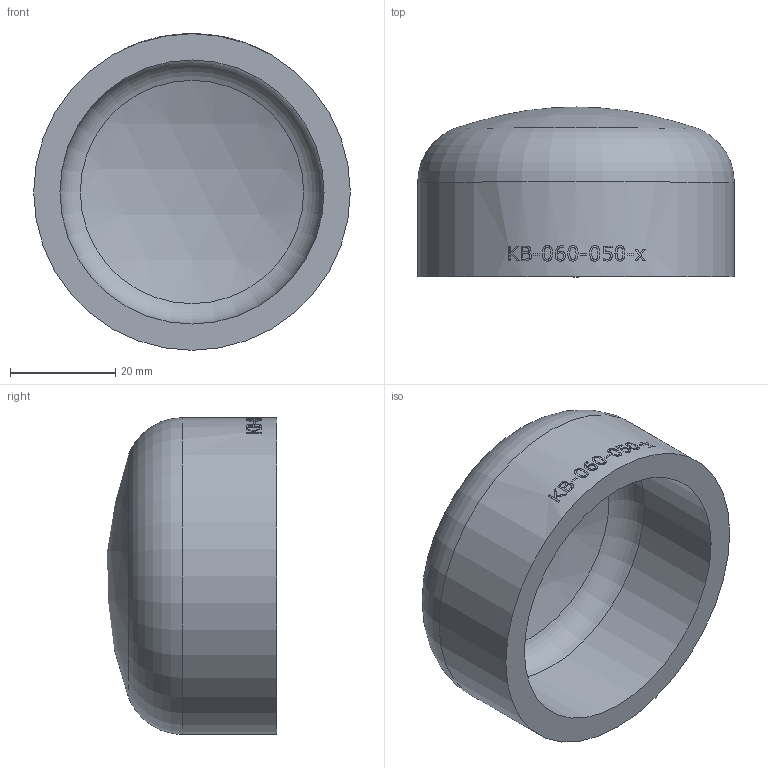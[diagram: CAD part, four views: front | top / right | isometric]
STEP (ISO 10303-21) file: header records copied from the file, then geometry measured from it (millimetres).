
FILE_DESCRIPTION (( 'STEP AP214' ), '1' );
FILE_NAME ('KB-060-050-x Klöpperboden 2001.STEP', '2020-01-28T14:02:00', ( '' ), ( '' ), 'SwSTEP 2.0', 'SolidWorks 2016', '' );
FILE_SCHEMA (( 'AUTOMOTIVE_DESIGN' ));
Length unit declared in the file: millimetre
Products named in the file (1): KB-060-050-x Klöpperboden 2001
Bounding box: 60.3 x 32.32 x 60.3 mm (x, y, z)
Volume: 31969.4 mm3; surface area: 13715.6 mm2
Topology: 1 solids, 1 shells, 173 faces, 451 edges, 300 vertices
Faces by surface type: bspline 105, plane 43, cylinder 21, torus 2, sphere 2
Full cylindrical faces by diameter (mm): 50.3 x1, 60.3 x1
Entity records: 19957 total; most frequent: CARTESIAN_POINT 14845, ORIENTED_EDGE 894, EDGE_CURVE 447, B_SPLINE_CURVE_WITH_KNOTS 329, DIRECTION 310, VERTEX_POINT 300, EDGE_LOOP 197, FACE_OUTER_BOUND 177
